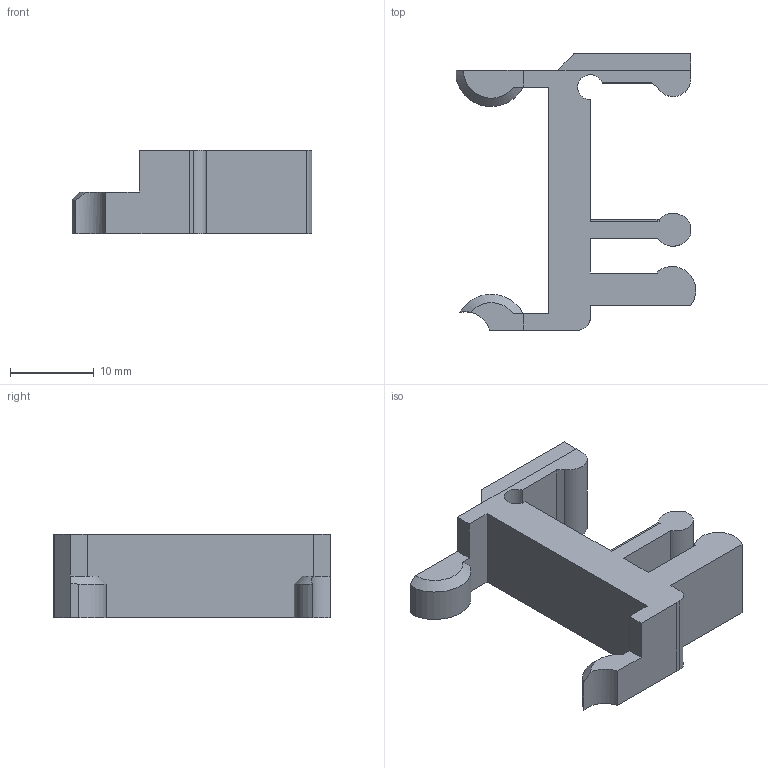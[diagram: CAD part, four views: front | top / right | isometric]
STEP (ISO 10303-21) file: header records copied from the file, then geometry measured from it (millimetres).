
FILE_DESCRIPTION(('FreeCAD Model'),'2;1');
FILE_NAME('bed_clip_v3.step','2016-11-08T12:36:30',('Author'),(''), 'Open CASCADE STEP processor 6.8','FreeCAD','Unknown');
FILE_SCHEMA(('AUTOMOTIVE_DESIGN_CC2 { 1 2 10303 214 -1 1 5 4 }'));
Length unit declared in the file: millimetre
Products named in the file (2): ASSEMBLY; Pad003
Assembly tree (1 placements, depth 2):
  ASSEMBLY
    Pad003
Bounding box: 28.6 x 33 x 10 mm (x, y, z)
Volume: 3190.2 mm3; surface area: 2481 mm2
Topology: 1 solids, 1 shells, 47 faces, 131 edges, 86 vertices
Faces by surface type: plane 36, cylinder 9, cone 2
Entity records: 3315 total; most frequent: CARTESIAN_POINT 723, DIRECTION 468, LINE 319, VECTOR 319, ORIENTED_EDGE 262, PCURVE 262, DEFINITIONAL_REPRESENTATION 262, EDGE_CURVE 131
